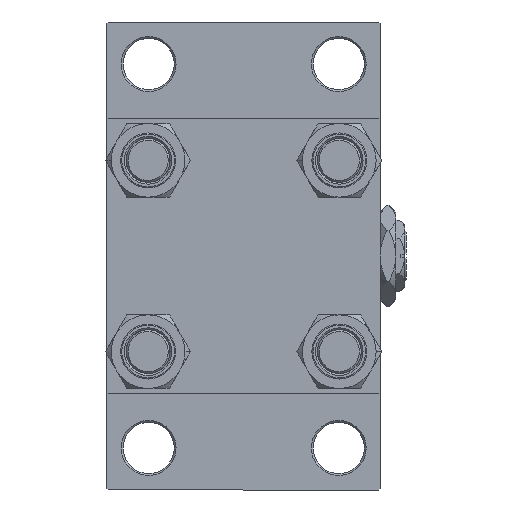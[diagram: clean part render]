
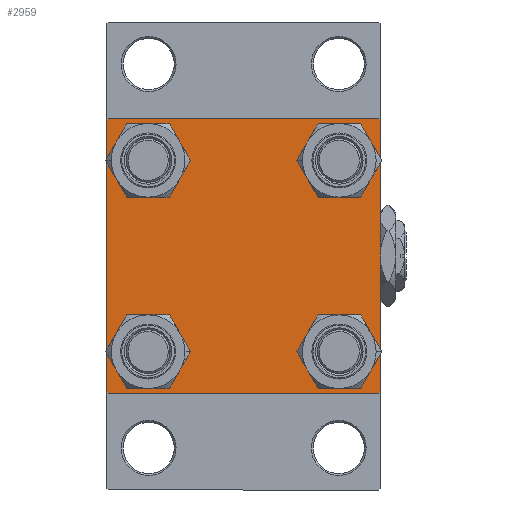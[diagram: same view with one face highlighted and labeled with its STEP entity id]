
A CAD part, left-side view. The second image highlights one B-rep face of the part: STEP entity #2959.
In plain terms, the highlighted planar face has unit normal (-1, 0, 0).
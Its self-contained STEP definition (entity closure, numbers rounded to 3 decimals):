
#356 = DIRECTION ( 'NONE',  ( 1., 0., 0. ) ) ;
#507 = EDGE_LOOP ( 'NONE', ( #49620, #10159 ) ) ;
#704 = AXIS2_PLACEMENT_3D ( 'NONE', #11531, #8346, #51575 ) ;
#744 = VERTEX_POINT ( 'NONE', #32526 ) ;
#780 = CARTESIAN_POINT ( 'NONE',  ( 0., -26.15, 19.65 ) ) ;
#1448 = VECTOR ( 'NONE', #6224, 1000. ) ;
#2959 = ADVANCED_FACE ( 'NONE', ( #19306, #19561, #39301, #12172, #24297 ), #44324, .T. ) ;
#3101 = CIRCLE ( 'NONE', #27498, 6.5 ) ;
#3516 = CARTESIAN_POINT ( 'NONE',  ( 0., -26.15, -26.15 ) ) ;
#3706 = CARTESIAN_POINT ( 'NONE',  ( 0., 0., 0. ) ) ;
#3829 = CARTESIAN_POINT ( 'NONE',  ( 0., 37.5, 37.5 ) ) ;
#4042 = DIRECTION ( 'NONE',  ( 0., 0., 1. ) ) ;
#4230 = VERTEX_POINT ( 'NONE', #780 ) ;
#4359 = ORIENTED_EDGE ( 'NONE', *, *, #43714, .F. ) ;
#4560 = EDGE_LOOP ( 'NONE', ( #7576, #47607, #7194, #12436, #4359, #9622, #30693, #5159 ) ) ;
#4657 = CIRCLE ( 'NONE', #24026, 6.5 ) ;
#4767 = CARTESIAN_POINT ( 'NONE',  ( 0., -26.15, 26.15 ) ) ;
#4769 = DIRECTION ( 'NONE',  ( 1., 0., 0. ) ) ;
#4934 = CIRCLE ( 'NONE', #11649, 6.5 ) ;
#5159 = ORIENTED_EDGE ( 'NONE', *, *, #42683, .T. ) ;
#5744 = EDGE_CURVE ( 'NONE', #11473, #31474, #39946, .T. ) ;
#5934 = CARTESIAN_POINT ( 'NONE',  ( 0., -37., -37.5 ) ) ;
#5992 = CARTESIAN_POINT ( 'NONE',  ( 0., 37.5, 37. ) ) ;
#6133 = VERTEX_POINT ( 'NONE', #49576 ) ;
#6224 = DIRECTION ( 'NONE',  ( 0., -0.707, -0.707 ) ) ;
#7194 = ORIENTED_EDGE ( 'NONE', *, *, #41602, .T. ) ;
#7278 = CIRCLE ( 'NONE', #16612, 6.5 ) ;
#7361 = CARTESIAN_POINT ( 'NONE',  ( 0., -37., 37.5 ) ) ;
#7447 = CARTESIAN_POINT ( 'NONE',  ( 0., 37., 37.5 ) ) ;
#7576 = ORIENTED_EDGE ( 'NONE', *, *, #31588, .T. ) ;
#8346 = DIRECTION ( 'NONE',  ( 1., 0., 0. ) ) ;
#8363 = LINE ( 'NONE', #32606, #19994 ) ;
#9149 = CARTESIAN_POINT ( 'NONE',  ( 0., -37.25, 37.25 ) ) ;
#9270 = CARTESIAN_POINT ( 'NONE',  ( 0., -26.15, 26.15 ) ) ;
#9537 = AXIS2_PLACEMENT_3D ( 'NONE', #25707, #37311, #41784 ) ;
#9622 = ORIENTED_EDGE ( 'NONE', *, *, #31935, .T. ) ;
#10159 = ORIENTED_EDGE ( 'NONE', *, *, #17861, .T. ) ;
#10764 = ORIENTED_EDGE ( 'NONE', *, *, #38131, .T. ) ;
#10990 = DIRECTION ( 'NONE',  ( 0., -1., 0. ) ) ;
#11386 = AXIS2_PLACEMENT_3D ( 'NONE', #3706, #15878, #35617 ) ;
#11473 = VERTEX_POINT ( 'NONE', #7447 ) ;
#11531 = CARTESIAN_POINT ( 'NONE',  ( 0., 26.15, 26.15 ) ) ;
#11551 = CARTESIAN_POINT ( 'NONE',  ( 0., -37.5, 37. ) ) ;
#11561 = CIRCLE ( 'NONE', #704, 6.5 ) ;
#11649 = AXIS2_PLACEMENT_3D ( 'NONE', #44993, #23921, #48423 ) ;
#11968 = VERTEX_POINT ( 'NONE', #40054 ) ;
#12172 = FACE_BOUND ( 'NONE', #34236, .T. ) ;
#12410 = CARTESIAN_POINT ( 'NONE',  ( 0., 37., -37.5 ) ) ;
#12436 = ORIENTED_EDGE ( 'NONE', *, *, #14455, .T. ) ;
#12606 = DIRECTION ( 'NONE',  ( 0., 0.707, -0.707 ) ) ;
#13338 = ORIENTED_EDGE ( 'NONE', *, *, #47913, .T. ) ;
#13438 = DIRECTION ( 'NONE',  ( 0., 0., -1. ) ) ;
#14455 = EDGE_CURVE ( 'NONE', #46096, #6133, #29592, .T. ) ;
#15055 = CARTESIAN_POINT ( 'NONE',  ( 0., -26.15, -32.65 ) ) ;
#15203 = LINE ( 'NONE', #25557, #16577 ) ;
#15343 = CIRCLE ( 'NONE', #32134, 6.5 ) ;
#15693 = CARTESIAN_POINT ( 'NONE',  ( 0., 26.15, -26.15 ) ) ;
#15878 = DIRECTION ( 'NONE',  ( -1., 0., 0. ) ) ;
#16401 = DIRECTION ( 'NONE',  ( 1., 0., 0. ) ) ;
#16577 = VECTOR ( 'NONE', #49544, 1000. ) ;
#16612 = AXIS2_PLACEMENT_3D ( 'NONE', #15693, #356, #23600 ) ;
#16689 = VECTOR ( 'NONE', #24453, 1000. ) ;
#17861 = EDGE_CURVE ( 'NONE', #51422, #35828, #25639, .T. ) ;
#18121 = LINE ( 'NONE', #18386, #1448 ) ;
#18247 = DIRECTION ( 'NONE',  ( 0., -0.707, 0.707 ) ) ;
#18271 = VECTOR ( 'NONE', #36291, 1000. ) ;
#18386 = CARTESIAN_POINT ( 'NONE',  ( 0., 37.25, -37.25 ) ) ;
#19032 = VERTEX_POINT ( 'NONE', #21417 ) ;
#19233 = VERTEX_POINT ( 'NONE', #12410 ) ;
#19306 = FACE_BOUND ( 'NONE', #28693, .T. ) ;
#19411 = ORIENTED_EDGE ( 'NONE', *, *, #29711, .T. ) ;
#19561 = FACE_BOUND ( 'NONE', #507, .T. ) ;
#19928 = VECTOR ( 'NONE', #10990, 1000. ) ;
#19994 = VECTOR ( 'NONE', #12606, 1000. ) ;
#20612 = DIRECTION ( 'NONE',  ( 0., 0., 1. ) ) ;
#21325 = VECTOR ( 'NONE', #18247, 1000. ) ;
#21399 = DIRECTION ( 'NONE',  ( 0., 0., 1. ) ) ;
#21417 = CARTESIAN_POINT ( 'NONE',  ( 0., -26.15, 32.65 ) ) ;
#23600 = DIRECTION ( 'NONE',  ( 0., 0., 1. ) ) ;
#23837 = DIRECTION ( 'NONE',  ( 1., 0., 0. ) ) ;
#23921 = DIRECTION ( 'NONE',  ( 1., 0., 0. ) ) ;
#24026 = AXIS2_PLACEMENT_3D ( 'NONE', #38883, #46796, #50742 ) ;
#24297 = FACE_OUTER_BOUND ( 'NONE', #4560, .T. ) ;
#24453 = DIRECTION ( 'NONE',  ( 0., 0.707, 0.707 ) ) ;
#24774 = VERTEX_POINT ( 'NONE', #5992 ) ;
#25314 = CARTESIAN_POINT ( 'NONE',  ( 0., 26.15, 32.65 ) ) ;
#25557 = CARTESIAN_POINT ( 'NONE',  ( 0., -37.5, 37.5 ) ) ;
#25639 = CIRCLE ( 'NONE', #9537, 6.5 ) ;
#25707 = CARTESIAN_POINT ( 'NONE',  ( 0., -26.15, -26.15 ) ) ;
#26236 = EDGE_CURVE ( 'NONE', #35458, #744, #7278, .T. ) ;
#26877 = CARTESIAN_POINT ( 'NONE',  ( 0., 26.15, -19.65 ) ) ;
#27498 = AXIS2_PLACEMENT_3D ( 'NONE', #3516, #23837, #4042 ) ;
#27837 = EDGE_CURVE ( 'NONE', #50405, #19233, #18121, .T. ) ;
#28693 = EDGE_LOOP ( 'NONE', ( #29597, #40990 ) ) ;
#29592 = LINE ( 'NONE', #49357, #21325 ) ;
#29597 = ORIENTED_EDGE ( 'NONE', *, *, #37217, .T. ) ;
#29711 = EDGE_CURVE ( 'NONE', #33071, #11968, #11561, .T. ) ;
#30693 = ORIENTED_EDGE ( 'NONE', *, *, #5744, .F. ) ;
#31474 = VERTEX_POINT ( 'NONE', #7361 ) ;
#31588 = EDGE_CURVE ( 'NONE', #24774, #50405, #40572, .T. ) ;
#31756 = CIRCLE ( 'NONE', #45247, 6.5 ) ;
#31935 = EDGE_CURVE ( 'NONE', #42677, #31474, #45265, .T. ) ;
#32134 = AXIS2_PLACEMENT_3D ( 'NONE', #4767, #16401, #20612 ) ;
#32526 = CARTESIAN_POINT ( 'NONE',  ( 0., 26.15, -32.65 ) ) ;
#32606 = CARTESIAN_POINT ( 'NONE',  ( 0., 37.25, 37.25 ) ) ;
#33071 = VERTEX_POINT ( 'NONE', #25314 ) ;
#34236 = EDGE_LOOP ( 'NONE', ( #19411, #13338 ) ) ;
#35458 = VERTEX_POINT ( 'NONE', #26877 ) ;
#35617 = DIRECTION ( 'NONE',  ( 0., 0., 1. ) ) ;
#35828 = VERTEX_POINT ( 'NONE', #36722 ) ;
#36032 = CARTESIAN_POINT ( 'NONE',  ( 0., 37.5, -37.5 ) ) ;
#36215 = EDGE_LOOP ( 'NONE', ( #51327, #10764 ) ) ;
#36291 = DIRECTION ( 'NONE',  ( 0., -1., 0. ) ) ;
#36722 = CARTESIAN_POINT ( 'NONE',  ( 0., -26.15, -19.65 ) ) ;
#37217 = EDGE_CURVE ( 'NONE', #19032, #4230, #15343, .T. ) ;
#37311 = DIRECTION ( 'NONE',  ( 1., 0., 0. ) ) ;
#38131 = EDGE_CURVE ( 'NONE', #744, #35458, #4657, .T. ) ;
#38883 = CARTESIAN_POINT ( 'NONE',  ( 0., 26.15, -26.15 ) ) ;
#39301 = FACE_BOUND ( 'NONE', #36215, .T. ) ;
#39946 = LINE ( 'NONE', #3829, #19928 ) ;
#40054 = CARTESIAN_POINT ( 'NONE',  ( 0., 26.15, 19.65 ) ) ;
#40245 = CARTESIAN_POINT ( 'NONE',  ( 0., 37.5, -37. ) ) ;
#40572 = LINE ( 'NONE', #41101, #50337 ) ;
#40990 = ORIENTED_EDGE ( 'NONE', *, *, #46502, .T. ) ;
#41101 = CARTESIAN_POINT ( 'NONE',  ( 0., 37.5, 37.5 ) ) ;
#41602 = EDGE_CURVE ( 'NONE', #19233, #46096, #47380, .T. ) ;
#41784 = DIRECTION ( 'NONE',  ( 0., 0., 1. ) ) ;
#42677 = VERTEX_POINT ( 'NONE', #11551 ) ;
#42683 = EDGE_CURVE ( 'NONE', #11473, #24774, #8363, .T. ) ;
#43714 = EDGE_CURVE ( 'NONE', #42677, #6133, #15203, .T. ) ;
#44324 = PLANE ( 'NONE',  #11386 ) ;
#44993 = CARTESIAN_POINT ( 'NONE',  ( 0., 26.15, 26.15 ) ) ;
#45225 = EDGE_CURVE ( 'NONE', #35828, #51422, #3101, .T. ) ;
#45247 = AXIS2_PLACEMENT_3D ( 'NONE', #9270, #4769, #21399 ) ;
#45265 = LINE ( 'NONE', #9149, #16689 ) ;
#46096 = VERTEX_POINT ( 'NONE', #5934 ) ;
#46502 = EDGE_CURVE ( 'NONE', #4230, #19032, #31756, .T. ) ;
#46796 = DIRECTION ( 'NONE',  ( 1., 0., 0. ) ) ;
#47380 = LINE ( 'NONE', #36032, #18271 ) ;
#47607 = ORIENTED_EDGE ( 'NONE', *, *, #27837, .T. ) ;
#47913 = EDGE_CURVE ( 'NONE', #11968, #33071, #4934, .T. ) ;
#48423 = DIRECTION ( 'NONE',  ( 0., 0., 1. ) ) ;
#49357 = CARTESIAN_POINT ( 'NONE',  ( 0., -37.25, -37.25 ) ) ;
#49544 = DIRECTION ( 'NONE',  ( 0., 0., -1. ) ) ;
#49576 = CARTESIAN_POINT ( 'NONE',  ( 0., -37.5, -37. ) ) ;
#49620 = ORIENTED_EDGE ( 'NONE', *, *, #45225, .T. ) ;
#50337 = VECTOR ( 'NONE', #13438, 1000. ) ;
#50405 = VERTEX_POINT ( 'NONE', #40245 ) ;
#50742 = DIRECTION ( 'NONE',  ( 0., 0., 1. ) ) ;
#51327 = ORIENTED_EDGE ( 'NONE', *, *, #26236, .T. ) ;
#51422 = VERTEX_POINT ( 'NONE', #15055 ) ;
#51575 = DIRECTION ( 'NONE',  ( 0., 0., 1. ) ) ;
